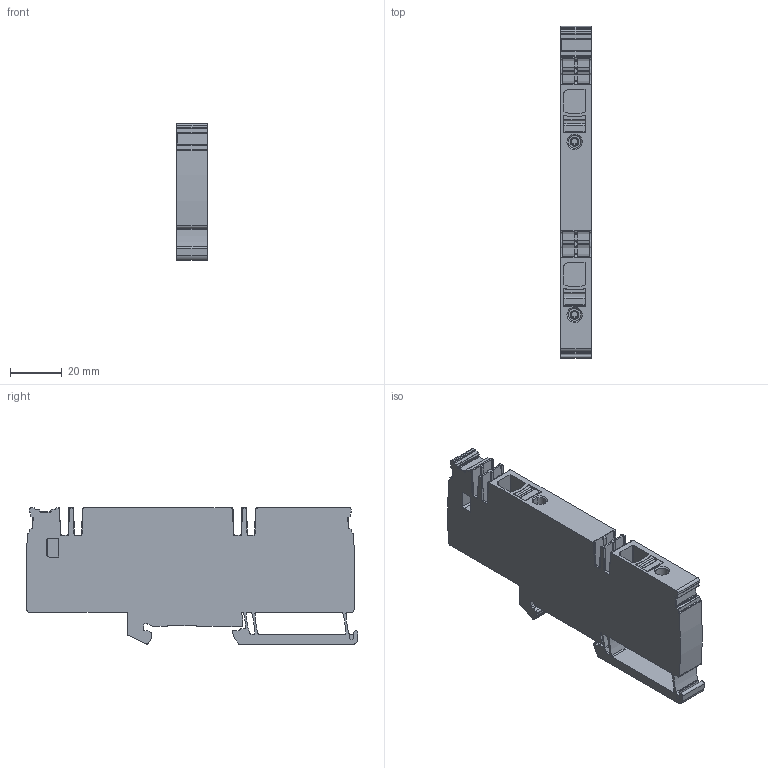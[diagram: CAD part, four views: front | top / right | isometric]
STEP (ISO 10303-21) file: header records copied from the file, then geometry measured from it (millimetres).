
FILE_DESCRIPTION(('CATIA V5R24 STEP','CAx-IF Rec.Pracs.--- Model Styling and Organization---1.2---2011-12-15'),'2;1');
FILE_NAME ('9570185_2', '2017-09-25T12:43:22+00:00', ('Weidmueller Interface'), ('Weidmueller'), 'CATIA Version 5-6 Release 2014 SP4 HF52', 'CATIA V5 STEP AP214', 'none');
FILE_SCHEMA(('AUTOMOTIVE_DESIGN { 1 0 10303 214 1 1 1 1 }'));
Length unit declared in the file: millimetre
Products named in the file (1): 2429000000_AAP22_10_FE-LO
Bounding box: 12 x 128.9 x 53.13 mm (x, y, z)
Volume: 61879 mm3; surface area: 22483.4 mm2
Topology: 3 solids, 3 shells, 816 faces, 2430 edges, 1621 vertices
Faces by surface type: plane 403, cylinder 378, cone 16, sphere 10, torus 7, bspline 2
Entity records: 27723 total; most frequent: CARTESIAN_POINT 6169, ORIENTED_EDGE 4836, DIRECTION 3449, EDGE_CURVE 2418, VERTEX_POINT 1621, VECTOR 1570, LINE 1570, AXIS2_PLACEMENT_3D 1274
